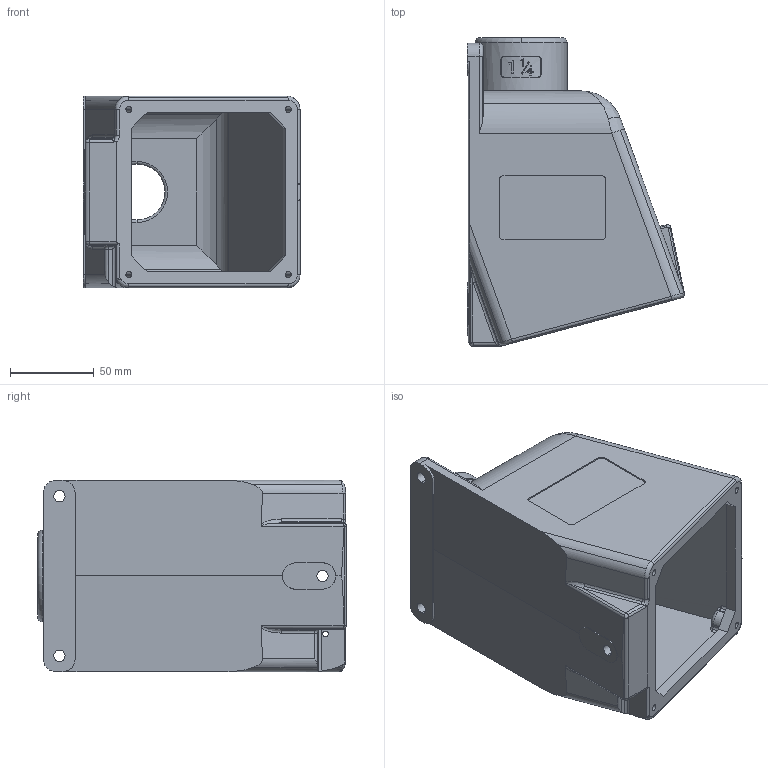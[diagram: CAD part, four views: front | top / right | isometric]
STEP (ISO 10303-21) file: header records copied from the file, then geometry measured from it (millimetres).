
FILE_DESCRIPTION (( 'STEP AP203' ), '1' );
FILE_NAME ('BB601WA.step', '2022-08-17T20:08:46', ( '' ), ( '' ), 'SwSTEP 2.0', 'SolidWorks 2021', '' );
FILE_SCHEMA (( 'CONFIG_CONTROL_DESIGN' ));
Length unit declared in the file: inch
Products named in the file (1): BB601WA
Bounding box: 129.56 x 184.15 x 114.3 mm (x, y, z)
Volume: 386093.7 mm3; surface area: 153487.8 mm2
Topology: 1 solids, 1 shells, 356 faces, 953 edges, 613 vertices
Faces by surface type: cylinder 179, plane 115, bspline 36, torus 22, sphere 2, cone 2
Entity records: 12908 total; most frequent: CARTESIAN_POINT 4296, ORIENTED_EDGE 1902, DIRECTION 1641, EDGE_CURVE 951, VERTEX_POINT 613, AXIS2_PLACEMENT_3D 592, LINE 457, VECTOR 457
